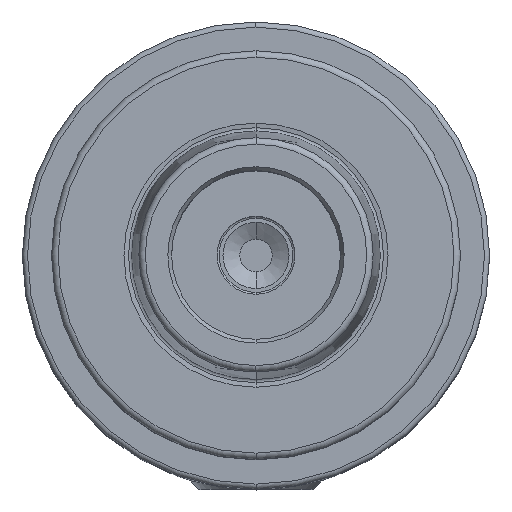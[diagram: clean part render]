
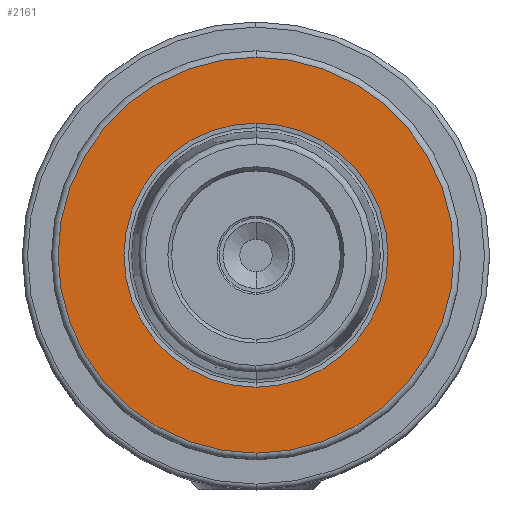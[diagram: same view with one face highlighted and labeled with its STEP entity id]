
A CAD part, top view. The second image highlights one B-rep face of the part: STEP entity #2161.
In plain terms, the highlighted planar face has unit normal (0, 0, 1).
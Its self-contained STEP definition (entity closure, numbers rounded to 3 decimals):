
#168=CARTESIAN_POINT('',(0,0,26));
#169=DIRECTION('',(0,0,1));
#170=DIRECTION('',(0,1,0));
#171=AXIS2_PLACEMENT_3D('',#168,#169,#170);
#173=CARTESIAN_POINT('',(0,0,26));
#174=DIRECTION('',(0,0,1));
#175=DIRECTION('',(0,-1,0));
#176=AXIS2_PLACEMENT_3D('',#173,#174,#175);
#186=CARTESIAN_POINT('',(0,0,26));
#187=DIRECTION('',(0,0,1));
#188=DIRECTION('',(0,1,0));
#189=AXIS2_PLACEMENT_3D('',#186,#187,#188);
#191=CARTESIAN_POINT('',(0,0,26));
#192=DIRECTION('',(0,0,-1));
#193=DIRECTION('',(0,1,0));
#194=AXIS2_PLACEMENT_3D('',#191,#192,#193);
#1611=CARTESIAN_POINT('',(0,20.344,26));
#1613=VERTEX_POINT('',#1611);
#1641=CARTESIAN_POINT('',(0,-20.344,26));
#1643=VERTEX_POINT('',#1641);
#1687=CARTESIAN_POINT('',(0,30.5,26));
#1688=CARTESIAN_POINT('',(0,-30.5,26));
#1689=VERTEX_POINT('',#1687);
#1690=VERTEX_POINT('',#1688);
#2145=CARTESIAN_POINT('',(0,0,26));
#2146=DIRECTION('',(0,0,-1));
#2147=DIRECTION('',(0,-1,0));
#2148=AXIS2_PLACEMENT_3D('',#2145,#2146,#2147);
#2149=PLANE('',#2148);
#2151=ORIENTED_EDGE('',*,*,#2150,.F.);
#2152=ORIENTED_EDGE('',*,*,#2135,.F.);
#2153=EDGE_LOOP('',(#2151,#2152));
#2154=FACE_OUTER_BOUND('',#2153,.F.);
#2156=ORIENTED_EDGE('',*,*,#2155,.T.);
#2158=ORIENTED_EDGE('',*,*,#2157,.F.);
#2159=EDGE_LOOP('',(#2156,#2158));
#2160=FACE_BOUND('',#2159,.F.);
#2161=ADVANCED_FACE('',(#2154,#2160),#2149,.F.);
#172=CIRCLE('',#171,30.5);
#177=CIRCLE('',#176,30.5);
#190=CIRCLE('',#189,20.344);
#195=CIRCLE('',#194,20.344);
#2135=EDGE_CURVE('',#1690,#1689,#177,.T.);
#2150=EDGE_CURVE('',#1689,#1690,#172,.T.);
#2155=EDGE_CURVE('',#1613,#1643,#190,.T.);
#2157=EDGE_CURVE('',#1613,#1643,#195,.T.);
